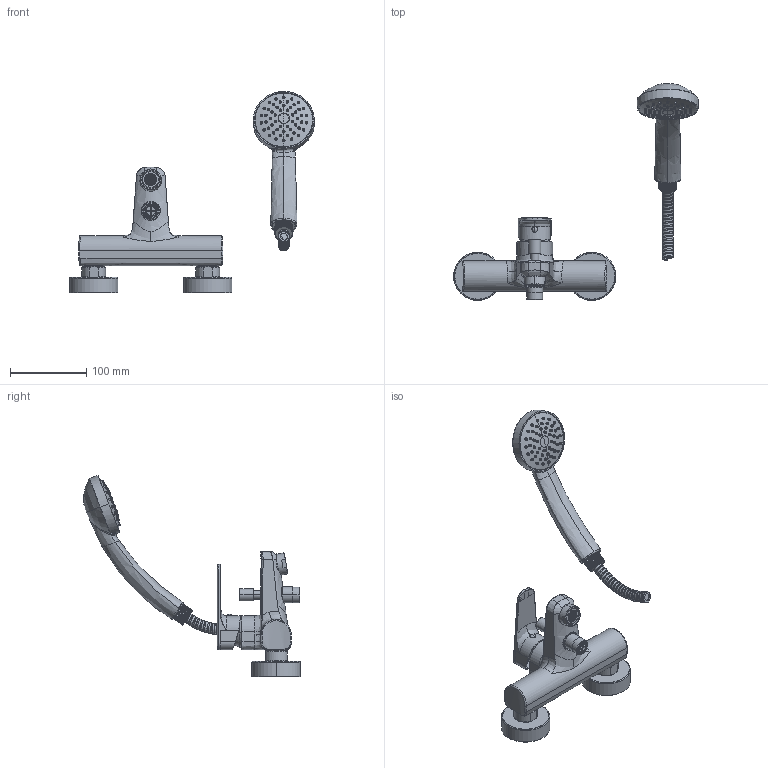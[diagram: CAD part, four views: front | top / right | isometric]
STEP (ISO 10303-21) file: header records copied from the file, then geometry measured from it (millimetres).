
FILE_DESCRIPTION((''),'2;1');
FILE_NAME('SY023CR','2021-11-09T09:17:07',('ut3'),('PAFFONI SpA'),'CREO PARAMETRIC BY PTC INC, 2020044','CREO PARAMETRIC BY PTC INC, 2020044','');
FILE_SCHEMA(('CONFIG_CONTROL_DESIGN','SHAPE_APPEARANCE_LAYERS_GROUPS'));
Products named in the file (1): SY023CR
Bounding box: 321.98 x 284.79 x 264.67 mm (x, y, z)
Volume: 411921.8 mm3; surface area: 246342.9 mm2
Topology: 7 solids, 8 shells, 3996 faces, 11186 edges, 7288 vertices
Faces by surface type: plane 2491, cylinder 600, cone 347, torus 283, bspline 217, extrusion 31, sphere 27
Entity records: 223429 total; most frequent: CARTESIAN_POINT 91893, ORIENTED_EDGE 22314, DIRECTION 20618, EDGE_CURVE 11157, VERTEX_POINT 7288, AXIS2_PLACEMENT_3D 7068, VECTOR 6482, LINE 6451
